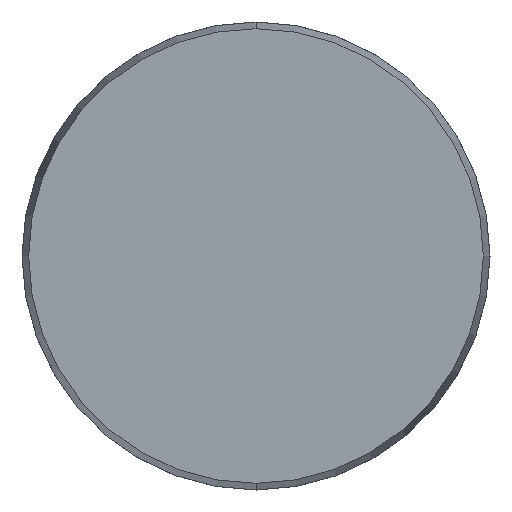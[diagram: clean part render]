
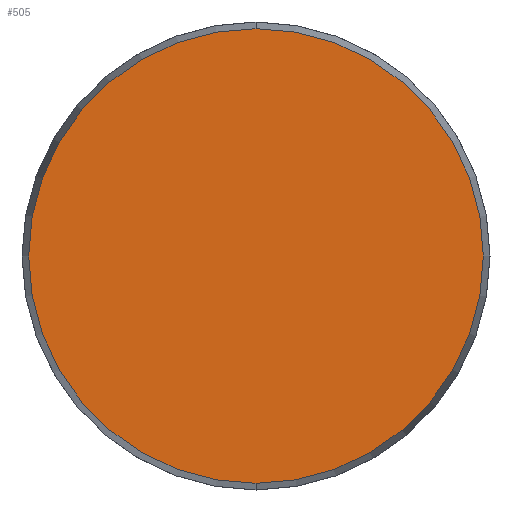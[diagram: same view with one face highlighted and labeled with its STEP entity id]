
A CAD part, front view. The second image highlights one B-rep face of the part: STEP entity #505.
In plain terms, the highlighted planar face has unit normal (0, -1, 0).
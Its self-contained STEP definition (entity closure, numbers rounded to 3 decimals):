
#45 = CIRCLE ( 'NONE', #593, 29.143 ) ;
#102 = CARTESIAN_POINT ( 'NONE',  ( 0., 0., 29.143 ) ) ;
#249 = VERTEX_POINT ( 'NONE', #102 ) ;
#278 = DIRECTION ( 'NONE',  ( 0., 0., -1. ) ) ;
#362 = PLANE ( 'NONE',  #936 ) ;
#424 = CARTESIAN_POINT ( 'NONE',  ( 0., 0., 0. ) ) ;
#429 = CARTESIAN_POINT ( 'NONE',  ( 0., 0., -29.143 ) ) ;
#445 = CARTESIAN_POINT ( 'NONE',  ( -29.143, 0., 0. ) ) ;
#485 = DIRECTION ( 'NONE',  ( 0., 0., -1. ) ) ;
#505 = ADVANCED_FACE ( 'NONE', ( #523 ), #362, .F. ) ;
#523 = FACE_OUTER_BOUND ( 'NONE', #819, .T. ) ;
#580 = EDGE_CURVE ( 'NONE', #792, #249, #851, .T. ) ;
#593 = AXIS2_PLACEMENT_3D ( 'NONE', #755, #996, #278 ) ;
#610 = DIRECTION ( 'NONE',  ( 0., 0., 1. ) ) ;
#611 = AXIS2_PLACEMENT_3D ( 'NONE', #424, #909, #485 ) ;
#752 = ORIENTED_EDGE ( 'NONE', *, *, #795, .T. ) ;
#755 = CARTESIAN_POINT ( 'NONE',  ( 0., 0., 0. ) ) ;
#779 = DIRECTION ( 'NONE',  ( 0., 1., 0. ) ) ;
#792 = VERTEX_POINT ( 'NONE', #429 ) ;
#795 = EDGE_CURVE ( 'NONE', #249, #792, #45, .T. ) ;
#819 = EDGE_LOOP ( 'NONE', ( #752, #1024 ) ) ;
#851 = CIRCLE ( 'NONE', #611, 29.143 ) ;
#909 = DIRECTION ( 'NONE',  ( 0., -1., 0. ) ) ;
#936 = AXIS2_PLACEMENT_3D ( 'NONE', #445, #779, #610 ) ;
#996 = DIRECTION ( 'NONE',  ( 0., -1., 0. ) ) ;
#1024 = ORIENTED_EDGE ( 'NONE', *, *, #580, .T. ) ;
